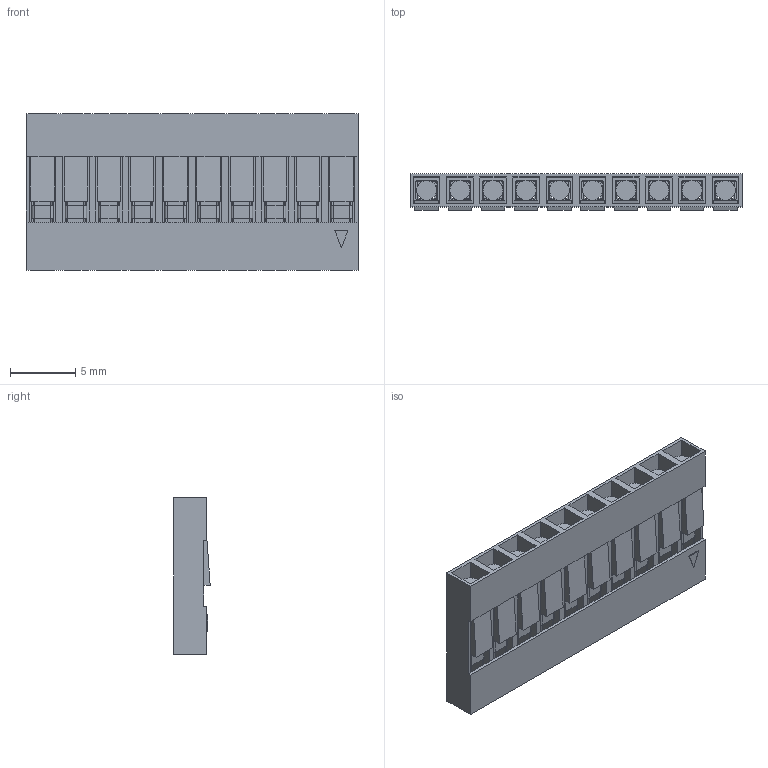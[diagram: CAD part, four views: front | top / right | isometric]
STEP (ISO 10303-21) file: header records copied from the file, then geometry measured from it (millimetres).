
FILE_DESCRIPTION (( 'STEP AP214' ), '1' );
FILE_NAME ('DS1071-1x10.STEP', '2019-05-31T22:19:01', ( 'VR' ), ( '' ), 'SwSTEP 2.0', 'SolidWorks 2016', '' );
FILE_SCHEMA (( 'AUTOMOTIVE_DESIGN' ));
Length unit declared in the file: millimetre
Products named in the file (1): DS1071-1x10
Bounding box: 25.4 x 2.79 x 12 mm (x, y, z)
Volume: 368.4 mm3; surface area: 2621.4 mm2
Topology: 11 solids, 11 shells, 674 faces, 2053 edges, 1302 vertices
Faces by surface type: plane 494, cylinder 180
Entity records: 30535 total; most frequent: ORIENTED_EDGE 4106, CARTESIAN_POINT 4030, DIRECTION 3863, EDGE_CURVE 2053, LINE 1593, VECTOR 1593, VERTEX_POINT 1302, AXIS2_PLACEMENT_3D 1135
